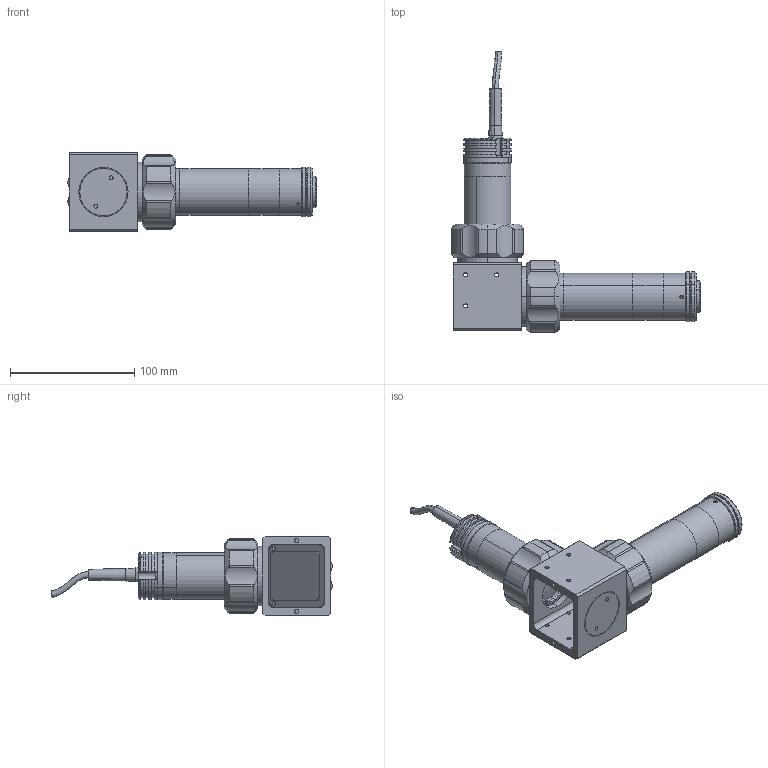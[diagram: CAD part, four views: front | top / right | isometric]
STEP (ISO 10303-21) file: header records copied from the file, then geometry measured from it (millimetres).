
FILE_DESCRIPTION (( 'STEP AP203' ), '1' );
FILE_NAME ('DP71592-C_TCCXQ150-W.step', '2021-11-26T14:24:53', ( '' ), ( '' ), 'SwSTEP 2.0', 'SolidWorks 2021', '' );
FILE_SCHEMA (( 'CONFIG_CONTROL_DESIGN' ));
Length unit declared in the file: millimetre
Products named in the file (1): DP71592-C_TCCXQ150-W
Bounding box: 200.28 x 226.28 x 64 mm (x, y, z)
Surface area: 83129.8 mm2 (no closed solid volume)
Topology: 0 solids, 44 shells, 383 faces, 1181 edges, 838 vertices
Faces by surface type: cylinder 188, plane 145, cone 34, torus 10, sphere 4, bspline 2
Entity records: 14495 total; most frequent: CARTESIAN_POINT 3709, DIRECTION 2345, ORIENTED_EDGE 1980, EDGE_CURVE 1181, AXIS2_PLACEMENT_3D 894, VERTEX_POINT 838, LINE 557, VECTOR 557
